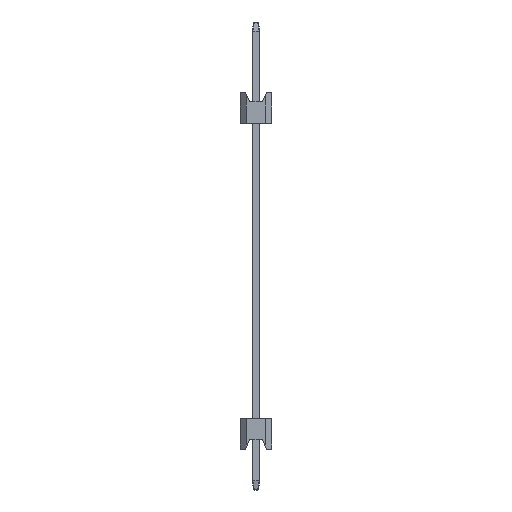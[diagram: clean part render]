
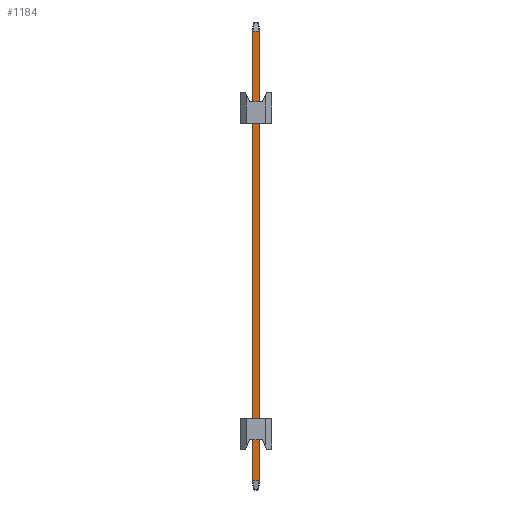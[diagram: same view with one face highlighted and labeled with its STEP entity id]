
A CAD part, left-side view. The second image highlights one B-rep face of the part: STEP entity #1184.
In plain terms, the highlighted planar face has unit normal (-1, 0, 0).
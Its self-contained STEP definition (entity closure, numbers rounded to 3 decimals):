
#114=FACE_OUTER_BOUND('',#178,.T.);
#178=EDGE_LOOP('',(#923,#924,#925,#926,#927,#928,#929,#930));
#229=LINE('',#1722,#385);
#238=LINE('',#1740,#394);
#268=LINE('',#1795,#424);
#281=LINE('',#1822,#437);
#284=LINE('',#1828,#440);
#287=LINE('',#1834,#443);
#303=LINE('',#1861,#459);
#304=LINE('',#1863,#460);
#385=VECTOR('',#1392,10.);
#394=VECTOR('',#1405,10.);
#424=VECTOR('',#1455,10.);
#437=VECTOR('',#1476,10.);
#440=VECTOR('',#1481,10.);
#443=VECTOR('',#1486,10.);
#459=VECTOR('',#1520,10.);
#460=VECTOR('',#1523,10.);
#539=VERTEX_POINT('',#1720);
#540=VERTEX_POINT('',#1721);
#547=VERTEX_POINT('',#1738);
#561=VERTEX_POINT('',#1790);
#569=VERTEX_POINT('',#1814);
#572=VERTEX_POINT('',#1820);
#574=VERTEX_POINT('',#1826);
#576=VERTEX_POINT('',#1832);
#637=EDGE_CURVE('',#539,#540,#229,.T.);
#646=EDGE_CURVE('',#547,#539,#238,.T.);
#676=EDGE_CURVE('',#540,#561,#268,.T.);
#689=EDGE_CURVE('',#572,#569,#281,.T.);
#692=EDGE_CURVE('',#574,#572,#284,.T.);
#695=EDGE_CURVE('',#576,#574,#287,.T.);
#711=EDGE_CURVE('',#569,#547,#303,.T.);
#712=EDGE_CURVE('',#561,#576,#304,.T.);
#923=ORIENTED_EDGE('',*,*,#676,.F.);
#924=ORIENTED_EDGE('',*,*,#637,.F.);
#925=ORIENTED_EDGE('',*,*,#646,.F.);
#926=ORIENTED_EDGE('',*,*,#711,.F.);
#927=ORIENTED_EDGE('',*,*,#689,.F.);
#928=ORIENTED_EDGE('',*,*,#692,.F.);
#929=ORIENTED_EDGE('',*,*,#695,.F.);
#930=ORIENTED_EDGE('',*,*,#712,.F.);
#1120=PLANE('',#1311);
#1184=ADVANCED_FACE('',(#114),#1120,.T.);
#1311=AXIS2_PLACEMENT_3D('',#1862,#1521,#1522);
#1392=DIRECTION('',(0.,0.,-1.));
#1405=DIRECTION('',(0.,-0.371,-0.928));
#1455=DIRECTION('',(0.,0.371,-0.928));
#1476=DIRECTION('',(0.,-0.371,0.928));
#1481=DIRECTION('',(0.,0.,1.));
#1486=DIRECTION('',(0.,0.371,0.928));
#1520=DIRECTION('',(0.,-1.,0.));
#1521=DIRECTION('center_axis',(-1.,0.,0.));
#1522=DIRECTION('ref_axis',(0.,-1.,0.));
#1523=DIRECTION('',(0.,1.,0.));
#1720=CARTESIAN_POINT('',(-0.32,-0.27,33.748));
#1721=CARTESIAN_POINT('',(-0.32,-0.27,-2.548));
#1722=CARTESIAN_POINT('',(-0.32,-0.27,0.));
#1738=CARTESIAN_POINT('',(-0.32,-0.269,33.75));
#1740=CARTESIAN_POINT('',(-0.32,-5.973,19.491));
#1790=CARTESIAN_POINT('',(-0.32,-0.269,-2.55));
#1795=CARTESIAN_POINT('',(-0.32,-0.593,-1.739));
#1814=CARTESIAN_POINT('',(-0.32,0.269,33.75));
#1820=CARTESIAN_POINT('',(-0.32,0.27,33.748));
#1822=CARTESIAN_POINT('',(-0.32,6.017,19.381));
#1826=CARTESIAN_POINT('',(-0.32,0.27,-2.548));
#1828=CARTESIAN_POINT('',(-0.32,0.27,0.));
#1832=CARTESIAN_POINT('',(-0.32,0.269,-2.55));
#1834=CARTESIAN_POINT('',(-0.32,0.637,-1.629));
#1861=CARTESIAN_POINT('',(-0.32,0.16,33.75));
#1862=CARTESIAN_POINT('Origin',(-0.32,0.32,0.));
#1863=CARTESIAN_POINT('',(-0.32,0.16,-2.55));
